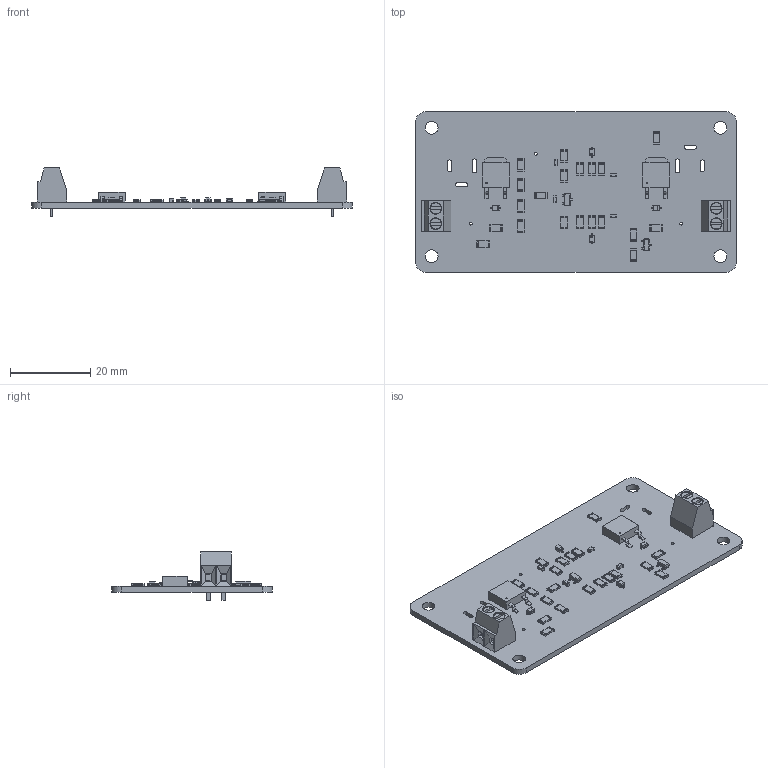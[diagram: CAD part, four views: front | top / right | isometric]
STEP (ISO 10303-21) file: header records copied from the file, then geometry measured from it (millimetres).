
FILE_DESCRIPTION(('KiCad electronic assembly'),'2;1');
FILE_NAME('Input-Protection.step','2026-02-09T09:06:02',('Pcbnew'),( 'Kicad'),'Open CASCADE STEP processor 7.8','KiCad to STEP converter' ,'Unknown');
FILE_SCHEMA(('AUTOMOTIVE_DESIGN { 1 0 10303 214 1 1 1 1 }'));
Length unit declared in the file: millimetre
Products named in the file (8): Input-Protection 1; R_1206_3216Metric; DPAK_MCC; SOT-23; C_0603_1608Metric; TerminalBlock_Phoenix_MKDS-1-2-3.81_1x02_P3.81mm_Horizontal; D_SOD-323; kibot_frgiwcf5_PCB
Assembly tree (35 placements, depth 2):
  Input-Protection 1
    R_1206_3216Metric  x20
    DPAK_MCC  x2
    SOT-23  x2
    C_0603_1608Metric  x4
    TerminalBlock_Phoenix_MKDS-1-2-3.81_1x02_P3.81mm_Horizontal  x2
    D_SOD-323  x4
    kibot_frgiwcf5_PCB
Bounding box: 80 x 40 x 12 mm (x, y, z)
Volume: 5619.9 mm3; surface area: 8931.4 mm2
Topology: 43 solids, 43 shells, 1315 faces, 3367 edges, 2164 vertices
Faces by surface type: plane 886, cylinder 317, bspline 112
Full cylindrical faces by diameter (mm): 0.335 x2, 0.7 x3, 1.1 x4, 2.7 x4, 2.9 x4, 3.2 x4
Entity records: 13893 total; most frequent: CARTESIAN_POINT 2113, ORIENTED_EDGE 1832, DIRECTION 1742, EDGE_CURVE 916, LINE 662, VECTOR 662, VERTEX_POINT 589, AXIS2_PLACEMENT_3D 540
